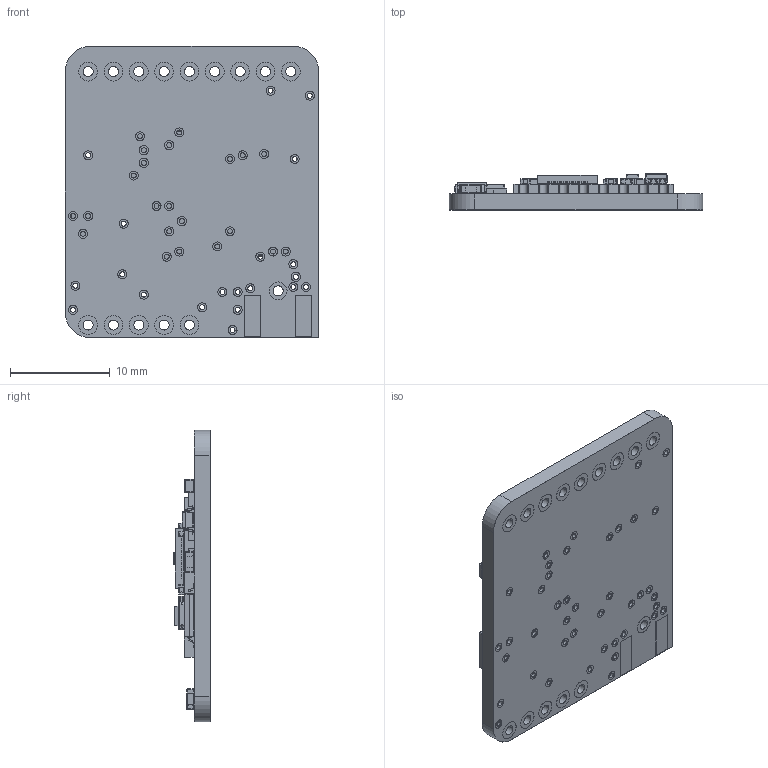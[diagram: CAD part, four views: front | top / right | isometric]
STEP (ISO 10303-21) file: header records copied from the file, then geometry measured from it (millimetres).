
FILE_DESCRIPTION((''),'2;1');
FILE_NAME('THELORA_ASM','2023-12-20T13:43:37',('jorge'),(''),'CREO PARAMETRIC BY PTC INC, 2022014','CREO PARAMETRIC BY PTC INC, 2022014','');
FILE_SCHEMA(('CONFIG_CONTROL_DESIGN'));
Length unit declared in the file: millimetre
Products named in the file (87): BODY1-2149_1; BODY2-2150_1; BODY3-2151_1; BODY4-2152_1; BODY5-2153_1; BODY6-2154_1; BODY7_1_2_3; BODY8_1_2_3; BODY9_1_2_3; BODY10_1_2_3; BODY11_1_2_3; BODY12_1_2_3; BODY13_1_2_3; BODY14_1_2_3; BODY15_1_2_3; BODY16_1_2_3; BODY17_1_2_3; BODY18_1_2_3; BODY19_1_2_3; BODY20_1_2_3; BODY21_1_2_3; BODY22_1_2_3; BODY23_1_2_3; BODY24_1_2_3; BODY25_1_2_3_4_5; BODY26_1_2_3_4_5; BODY27_1_2_3_4_5; BODY28_1_2_3_4_5; BODY29_1_2_3_4_5; BODY30_1_2_3_4_5; BODY31_1_2_3_4_5; BODY32_1_2_3_4_5; BODY33_1_2_3; BODY34_1_2_3; BODY35_1_2_3; BODY36_1_2_3; BODY37_1_2_3; BODY38_1_2_3; BODY39_1_2_3; BODY40_1_2_3 ...
Assembly tree (114 placements, depth 5):
  THELORA_ASM
    RFM95W_1_ASM
      RFM95_1_ASM
        QFN_28_V2_1_ASM
          BODY1-2149_1
          BODY2-2150_1
          BODY3-2151_1
          BODY4-2152_1
          BODY5-2153_1
          BODY6-2154_1
          BODY7_1_2_3
          BODY8_1_2_3
          BODY9_1_2_3
          BODY10_1_2_3
          BODY11_1_2_3
          BODY12_1_2_3
          BODY13_1_2_3
          BODY14_1_2_3
          BODY15_1_2_3
          BODY16_1_2_3
          BODY17_1_2_3
          BODY18_1_2_3
          BODY19_1_2_3
          BODY20_1_2_3
          BODY21_1_2_3
          BODY22_1_2_3
          BODY23_1_2_3
          BODY24_1_2_3
          BODY25_1_2_3_4_5
          BODY26_1_2_3_4_5
          BODY27_1_2_3_4_5
          BODY28_1_2_3_4_5
          BODY29_1_2_3_4_5
          BODY30_1_2_3_4_5
          BODY31_1_2_3_4_5
          BODY32_1_2_3_4_5
          BODY33_1_2_3
          BODY34_1_2_3
          BODY35_1_2_3
          BODY36_1_2_3
          BODY37_1_2_3
          BODY38_1_2_3
          BODY39_1_2_3
          BODY40_1_2_3
          BODY41_1_2_3
          BODY42_1_2_3
          BODY43_1_2_3
          BODY44_1_2_3
          BODY45_1_2_3
          BODY46_1_2_3
          BODY47_1_2_3
          BODY48_1_2_3
          BODY49_1_2_3
          BODY50_1_2_3
          BODY51_1_2_3
          BODY52_1_2_3
          BODY53_1_2_3
          BODY54_1_2_3
          BODY55_1_2_3
          BODY56_1_2_3
Bounding box: 25.4 x 3.63 x 29.21 mm (x, y, z)
Volume: 1488.5 mm3; surface area: 4204.6 mm2
Topology: 113 solids, 113 shells, 3362 faces, 8521 edges, 5292 vertices
Faces by surface type: plane 1843, cylinder 1238, sphere 248, extrusion 15, bspline 14, torus 4
Entity records: 71999 total; most frequent: CARTESIAN_POINT 14177, DIRECTION 12016, ORIENTED_EDGE 11366, EDGE_CURVE 5683, AXIS2_PLACEMENT_3D 4063, VECTOR 3890, LINE 3875, VERTEX_POINT 3738
